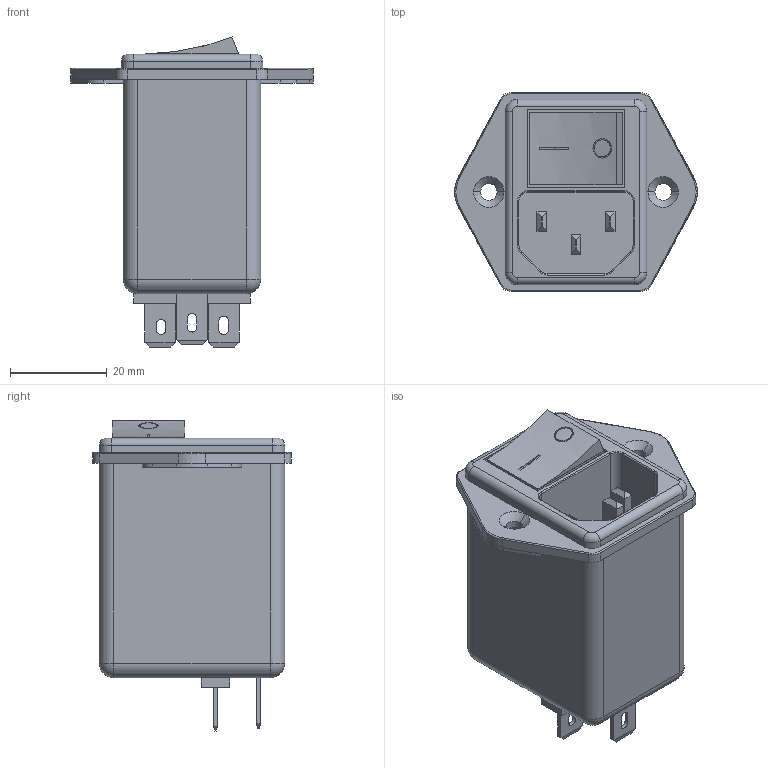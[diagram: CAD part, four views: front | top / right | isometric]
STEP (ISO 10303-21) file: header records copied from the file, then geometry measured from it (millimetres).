
FILE_DESCRIPTION (( 'STEP AP203' ), '1' );
FILE_NAME ('10BEEG3G.STEP', '2008-04-21T19:22:22', ( ' ' ), ( ' ' ), 'SwSTEP 2.0', 'SolidWorks 2008', '' );
FILE_SCHEMA (( 'CONFIG_CONTROL_DESIGN' ));
Length unit declared in the file: millimetre
Products named in the file (1): 10BEEG3G
Bounding box: 50.12 x 41 x 64.02 mm (x, y, z)
Volume: 49647.4 mm3; surface area: 12439 mm2
Topology: 2 solids, 2 shells, 224 faces, 567 edges, 355 vertices
Faces by surface type: plane 132, cylinder 67, torus 17, cone 4, sphere 4
Entity records: 6840 total; most frequent: CARTESIAN_POINT 1255, DIRECTION 1167, ORIENTED_EDGE 1126, EDGE_CURVE 563, VECTOR 401, LINE 401, AXIS2_PLACEMENT_3D 383, VERTEX_POINT 355
